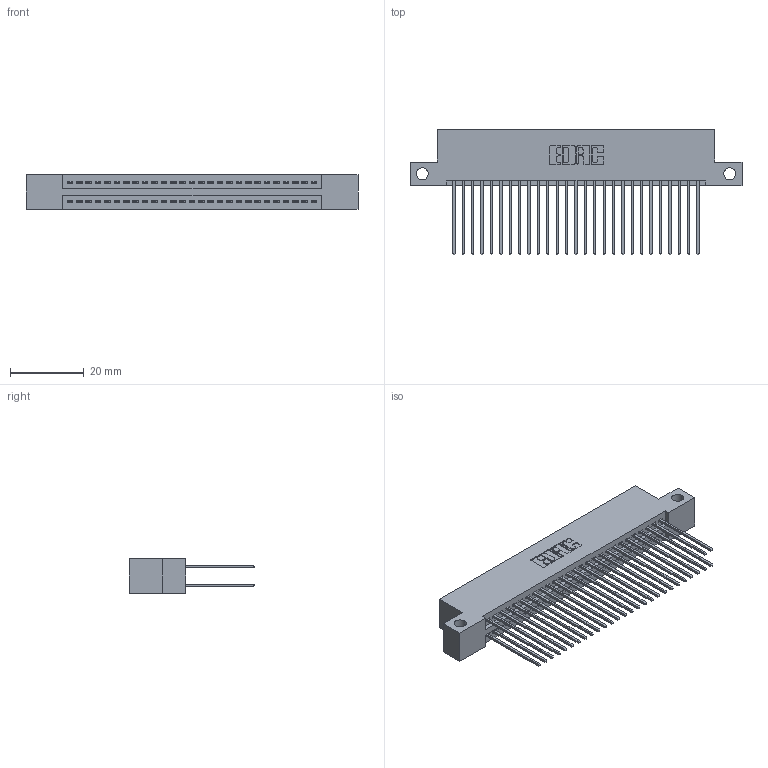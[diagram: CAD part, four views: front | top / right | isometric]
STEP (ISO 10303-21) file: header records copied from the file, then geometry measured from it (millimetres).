
FILE_DESCRIPTION (( 'STEP AP203' ), '1' );
FILE_NAME ('345-054-541-212.STEP', '2019-10-29T19:02:59', ( '' ), ( '' ), 'SwSTEP 2.0', 'SolidWorks 2016', '' );
FILE_SCHEMA (( 'CONFIG_CONTROL_DESIGN' ));
Length unit declared in the file: inch
Products named in the file (3): 345-054-541-212; 345 Part_Flush Mounting Lugs - Side Mount; 345-292-001_345-293-141
Assembly tree (55 placements, depth 2):
  345-054-541-212
    345 Part_Flush Mounting Lugs - Side Mount
    345-292-001_345-293-141  x54
Bounding box: 89.79 x 33.96 x 9.4 mm (x, y, z)
Volume: 8805.5 mm3; surface area: 14046.1 mm2
Topology: 55 solids, 55 shells, 2826 faces, 8387 edges, 5518 vertices
Faces by surface type: plane 1862, cylinder 964
Entity records: 23225 total; most frequent: CARTESIAN_POINT 3908, ORIENTED_EDGE 3842, DIRECTION 3465, EDGE_CURVE 1921, VECTOR 1681, LINE 1681, VERTEX_POINT 1278, AXIS2_PLACEMENT_3D 892
